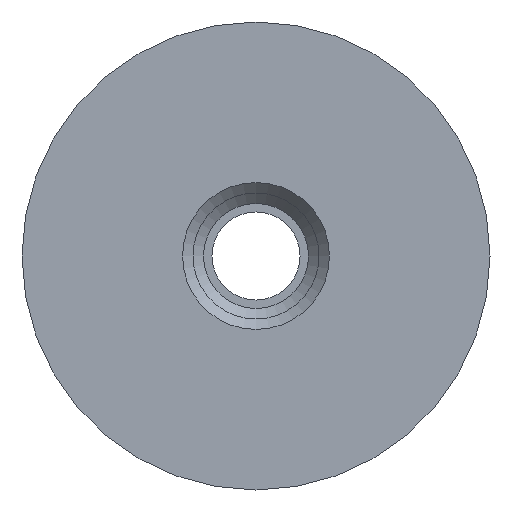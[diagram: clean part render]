
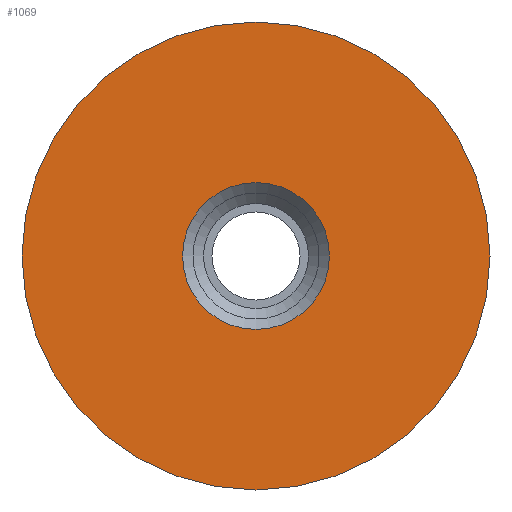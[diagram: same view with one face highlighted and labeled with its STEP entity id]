
A CAD part, front view. The second image highlights one B-rep face of the part: STEP entity #1069.
In plain terms, the highlighted planar face has unit normal (0, -1, 0).
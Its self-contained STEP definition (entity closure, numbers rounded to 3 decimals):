
#15=FACE_BOUND('',#172,.T.);
#45=PLANE('',#1158);
#107=FACE_OUTER_BOUND('',#171,.T.);
#171=EDGE_LOOP('',(#754,#755));
#172=EDGE_LOOP('',(#756));
#331=CIRCLE('',#1152,3.5);
#336=CIRCLE('',#1159,11.15);
#337=CIRCLE('',#1160,11.15);
#457=VERTEX_POINT('',#1759);
#462=VERTEX_POINT('',#1773);
#463=VERTEX_POINT('',#1774);
#583=EDGE_CURVE('',#457,#457,#331,.T.);
#590=EDGE_CURVE('',#462,#463,#336,.T.);
#591=EDGE_CURVE('',#463,#462,#337,.T.);
#754=ORIENTED_EDGE('',*,*,#590,.T.);
#755=ORIENTED_EDGE('',*,*,#591,.T.);
#756=ORIENTED_EDGE('',*,*,#583,.F.);
#1069=ADVANCED_FACE('',(#107,#15),#45,.T.);
#1152=AXIS2_PLACEMENT_3D('',#1760,#1345,#1346);
#1158=AXIS2_PLACEMENT_3D('',#1772,#1359,#1360);
#1159=AXIS2_PLACEMENT_3D('',#1775,#1361,#1362);
#1160=AXIS2_PLACEMENT_3D('',#1776,#1363,#1364);
#1345=DIRECTION('center_axis',(0.,-1.,0.));
#1346=DIRECTION('ref_axis',(0.,0.,1.));
#1359=DIRECTION('center_axis',(0.,-1.,0.));
#1360=DIRECTION('ref_axis',(0.,0.,-1.));
#1361=DIRECTION('center_axis',(0.,-1.,0.));
#1362=DIRECTION('ref_axis',(1.,0.,0.));
#1363=DIRECTION('center_axis',(0.,-1.,0.));
#1364=DIRECTION('ref_axis',(1.,0.,0.));
#1759=CARTESIAN_POINT('',(0.,-21.35,-3.5));
#1760=CARTESIAN_POINT('Origin',(0.,-21.35,0.));
#1772=CARTESIAN_POINT('Origin',(5.575,-21.35,0.));
#1773=CARTESIAN_POINT('',(11.15,-21.35,0.));
#1774=CARTESIAN_POINT('',(-11.15,-21.35,0.));
#1775=CARTESIAN_POINT('Origin',(0.,-21.35,0.));
#1776=CARTESIAN_POINT('Origin',(0.,-21.35,0.));
